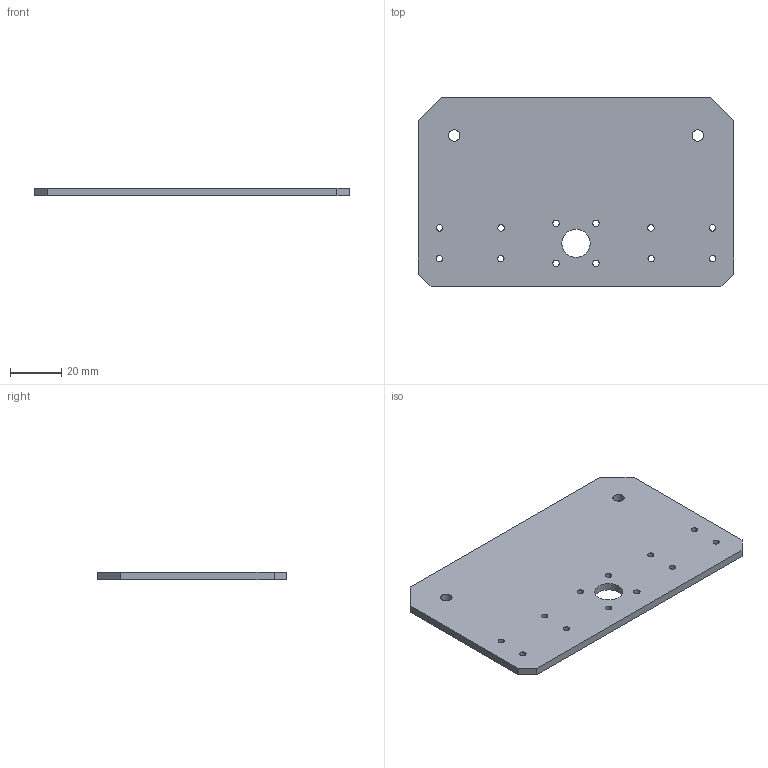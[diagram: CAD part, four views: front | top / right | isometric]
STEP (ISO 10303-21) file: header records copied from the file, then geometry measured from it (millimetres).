
FILE_DESCRIPTION(/* description */ (''),/* implementation_level */ '2;1');
FILE_NAME(/* name */ 'Placa_Garra.step',/* time_stamp */ '2025-07-09T19:34:17-03:00',/* author */ (''),/* organization */ (''),/* preprocessor_version */ 'ST-DEVELOPER v20.1',/* originating_system */ 'Autodesk Translation Framework v14.10.0.0',/* authorisation */ '');
FILE_SCHEMA (('AUTOMOTIVE_DESIGN { 1 0 10303 214 3 1 1 }'));
Length unit declared in the file: millimetre
Products named in the file (1): Garra430
Bounding box: 123 x 74 x 3 mm (x, y, z)
Volume: 26430.8 mm3; surface area: 19224.5 mm2
Topology: 1 solids, 1 shells, 25 faces, 69 edges, 46 vertices
Faces by surface type: cylinder 15, plane 10
Full cylindrical faces by diameter (mm): 2.5 x12, 4.5 x2, 11 x1
Entity records: 895 total; most frequent: DIRECTION 151, CARTESIAN_POINT 141, ORIENTED_EDGE 138, EDGE_CURVE 69, AXIS2_PLACEMENT_3D 56, EDGE_LOOP 55, VERTEX_POINT 46, LINE 39
